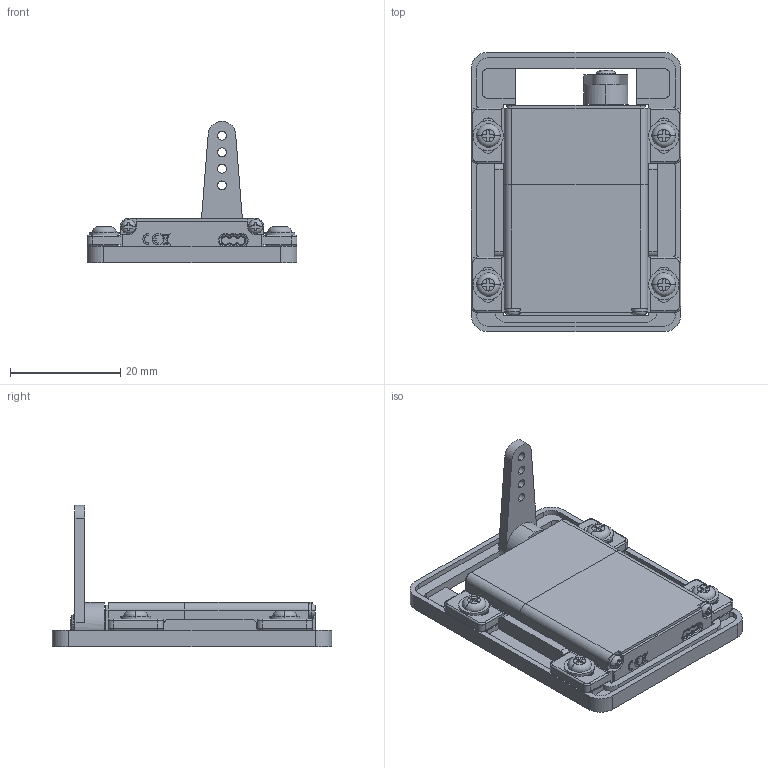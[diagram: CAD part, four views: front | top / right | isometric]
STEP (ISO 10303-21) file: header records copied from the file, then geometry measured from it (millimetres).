
FILE_DESCRIPTION((''),'2;1');
FILE_NAME('221003100001_HS-7115-TOTAL-ASSY_ASM','2016-10-04T',('servo-csw'),(''),'CREO PARAMETRIC BY PTC INC, 2014440','CREO PARAMETRIC BY PTC INC, 2014440','');
FILE_SCHEMA(('CONFIG_CONTROL_DESIGN'));
Length unit declared in the file: millimetre
Products named in the file (11): 120212000367_HS7115TG6; 120212000367_HS7115MG6-ASSY_ASM; 120101010042_HS7115T; 120101030038_HS7115L; 120217000078_W15-ML; 120102030002_7115_TRAY; 120202000144_18A_WCBH_T2XL5; 120202000073_18A_CPH_T1_7XL30; 120204000037_SW_4_4X2_1; 120201000117_10A_CBH_M2XL5; 221003100001_HS-7115-TOTAL-ASSY_ASM
Assembly tree (16 placements, depth 3):
  221003100001_HS-7115-TOTAL-ASSY_ASM
    120212000367_HS7115MG6-ASSY_ASM
      120212000367_HS7115TG6
    120101010042_HS7115T
    120101030038_HS7115L
    120217000078_W15-ML
    120102030002_7115_TRAY
    120202000144_18A_WCBH_T2XL5  x4
    120202000073_18A_CPH_T1_7XL30  x4
    120204000037_SW_4_4X2_1
    120201000117_10A_CBH_M2XL5
Bounding box: 38 x 50.6 x 25.6 mm (x, y, z)
Volume: 10748 mm3; surface area: 8862.8 mm2
Topology: 15 solids, 15 shells, 1120 faces, 2930 edges, 1879 vertices
Faces by surface type: plane 517, cylinder 394, bspline 92, torus 46, cone 45, sphere 26
Entity records: 39106 total; most frequent: CARTESIAN_POINT 13031, ORIENTED_EDGE 4098, DIRECTION 3845, PRESENTATION_STYLE_ASSIGNMENT 2114, STYLED_ITEM 2114, CURVE_STYLE 2049, EDGE_CURVE 2049, AXIS2_PLACEMENT_3D 1326
